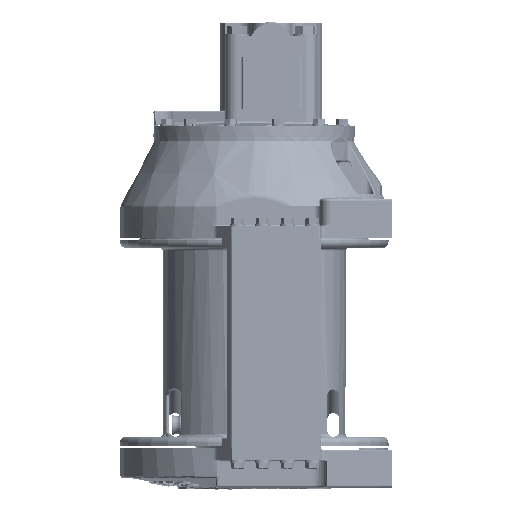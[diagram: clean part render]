
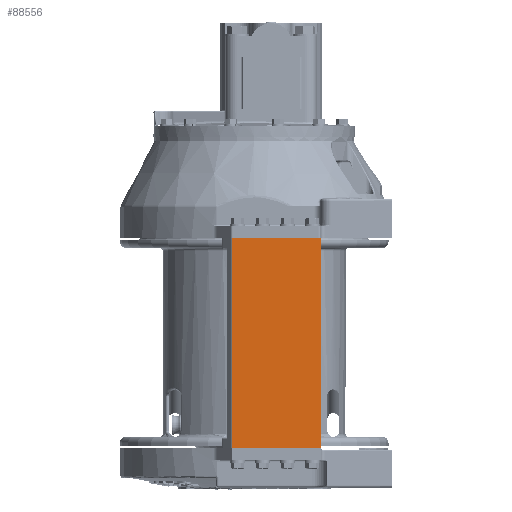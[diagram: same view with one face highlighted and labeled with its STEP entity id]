
A CAD part, left-side view. The second image highlights one B-rep face of the part: STEP entity #88556.
In plain terms, the highlighted planar face has unit normal (-1, 0, 0).
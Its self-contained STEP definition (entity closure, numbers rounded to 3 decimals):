
#81620=DIRECTION('',(0.,0.,1.));
#81621=VECTOR('',#81620,11.063);
#81622=CARTESIAN_POINT('',(-8.,1.168,-16.396));
#81623=LINE('',#81622,#81621);
#81624=DIRECTION('',(0.,1.,0.));
#81625=VECTOR('',#81624,4.655);
#81626=CARTESIAN_POINT('',(-8.,-3.487,-16.396));
#81627=LINE('',#81626,#81625);
#81628=DIRECTION('',(0.,-1.,0.));
#81629=VECTOR('',#81628,4.655);
#81630=CARTESIAN_POINT('',(-8.,1.168,-5.333));
#81631=LINE('',#81630,#81629);
#81636=DIRECTION('',(0.,0.,-1.));
#81637=VECTOR('',#81636,11.063);
#81638=CARTESIAN_POINT('',(-8.,-3.487,-5.333));
#81639=LINE('',#81638,#81637);
#84832=CARTESIAN_POINT('',(-8.,-3.487,-5.333));
#84833=VERTEX_POINT('',#84832);
#84834=CARTESIAN_POINT('',(-8.,-3.487,-16.396));
#84835=VERTEX_POINT('',#84834);
#84836=CARTESIAN_POINT('',(-8.,1.168,-16.396));
#84837=VERTEX_POINT('',#84836);
#84838=CARTESIAN_POINT('',(-8.,1.168,-5.333));
#84839=VERTEX_POINT('',#84838);
#88542=CARTESIAN_POINT('',(-8.,-3.487,-5.208));
#88543=DIRECTION('',(-1.,0.,0.));
#88544=DIRECTION('',(0.,0.,1.));
#88545=AXIS2_PLACEMENT_3D('',#88542,#88543,#88544);
#88546=PLANE('',#88545);
#88548=ORIENTED_EDGE('',*,*,#88547,.T.);
#88549=ORIENTED_EDGE('',*,*,#88530,.T.);
#88551=ORIENTED_EDGE('',*,*,#88550,.T.);
#88553=ORIENTED_EDGE('',*,*,#88552,.T.);
#88554=EDGE_LOOP('',(#88548,#88549,#88551,#88553));
#88555=FACE_OUTER_BOUND('',#88554,.F.);
#88530=EDGE_CURVE('',#84837,#84839,#81623,.T.);
#88547=EDGE_CURVE('',#84835,#84837,#81627,.T.);
#88550=EDGE_CURVE('',#84839,#84833,#81631,.T.);
#88552=EDGE_CURVE('',#84833,#84835,#81639,.T.);
#88556=ADVANCED_FACE('',(#88555),#88546,.T.);
